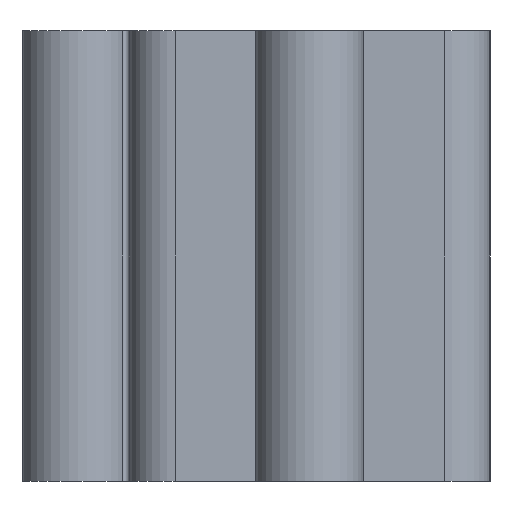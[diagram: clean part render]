
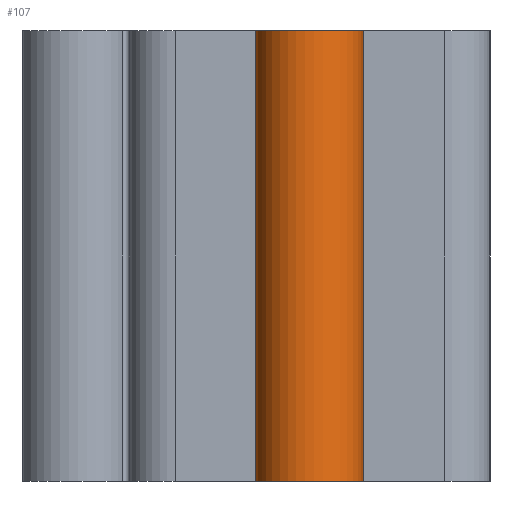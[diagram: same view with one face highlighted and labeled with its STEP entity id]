
A CAD part, left-side view. The second image highlights one B-rep face of the part: STEP entity #107.
In plain terms, the highlighted cylindrical face has radius 2.983 mm (diameter 5.967 mm), a partial arc.
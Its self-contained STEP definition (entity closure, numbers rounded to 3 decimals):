
#107 = ADVANCED_FACE( '', ( #284 ), #285, .T. );
#284 = FACE_OUTER_BOUND( '', #533, .T. );
#285 = CYLINDRICAL_SURFACE( '', #534, 2.984 );
#533 = EDGE_LOOP( '', ( #792, #793, #794, #795 ) );
#534 = AXIS2_PLACEMENT_3D( '', #796, #797, #798 );
#792 = ORIENTED_EDGE( '', *, *, #1550, .T. );
#793 = ORIENTED_EDGE( '', *, *, #1551, .F. );
#794 = ORIENTED_EDGE( '', *, *, #1552, .F. );
#795 = ORIENTED_EDGE( '', *, *, #1553, .T. );
#796 = CARTESIAN_POINT( '', ( -47.484, 10., 12.5 ) );
#797 = DIRECTION( '', ( 0., 0., 1. ) );
#798 = DIRECTION( '', ( -1., 0., 0. ) );
#1550 = EDGE_CURVE( '', #1867, #1868, #1869, .T. );
#1551 = EDGE_CURVE( '', #1870, #1868, #1871, .T. );
#1552 = EDGE_CURVE( '', #1872, #1870, #1873, .T. );
#1553 = EDGE_CURVE( '', #1872, #1867, #1874, .T. );
#1867 = VERTEX_POINT( '', #2327 );
#1868 = VERTEX_POINT( '', #2328 );
#1869 = CIRCLE( '', #2329, 2.984 );
#1870 = VERTEX_POINT( '', #2330 );
#1871 = LINE( '', #2331, #2332 );
#1872 = VERTEX_POINT( '', #2333 );
#1873 = CIRCLE( '', #2334, 2.984 );
#1874 = LINE( '', #2335, #2336 );
#2327 = CARTESIAN_POINT( '', ( -44.875, 11.448, -12.5 ) );
#2328 = CARTESIAN_POINT( '', ( -44.875, 8.552, -12.5 ) );
#2329 = AXIS2_PLACEMENT_3D( '', #3178, #3179, #3180 );
#2330 = CARTESIAN_POINT( '', ( -44.875, 8.552, 12.5 ) );
#2331 = CARTESIAN_POINT( '', ( -44.875, 8.552, 12.5 ) );
#2332 = VECTOR( '', #3181, 1000. );
#2333 = CARTESIAN_POINT( '', ( -44.875, 11.448, 12.5 ) );
#2334 = AXIS2_PLACEMENT_3D( '', #3182, #3183, #3184 );
#2335 = CARTESIAN_POINT( '', ( -44.875, 11.448, 12.5 ) );
#2336 = VECTOR( '', #3185, 1000. );
#3178 = CARTESIAN_POINT( '', ( -47.484, 10., -12.5 ) );
#3179 = DIRECTION( '', ( 0., 0., 1. ) );
#3180 = DIRECTION( '', ( 1., 0., 0. ) );
#3181 = DIRECTION( '', ( 0., 0., -1. ) );
#3182 = CARTESIAN_POINT( '', ( -47.484, 10., 12.5 ) );
#3183 = DIRECTION( '', ( 0., 0., 1. ) );
#3184 = DIRECTION( '', ( 1., 0., 0. ) );
#3185 = DIRECTION( '', ( 0., 0., -1. ) );
